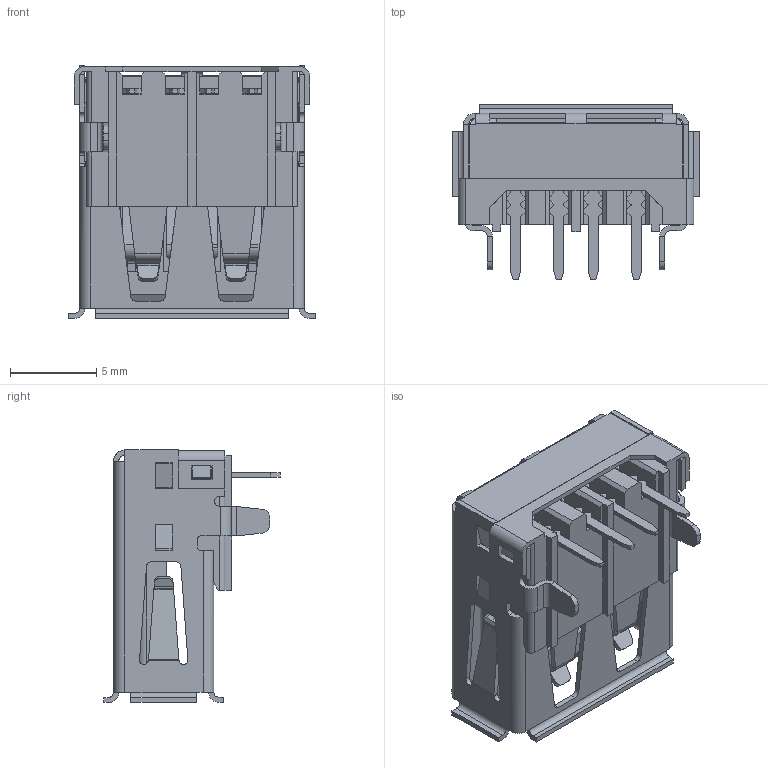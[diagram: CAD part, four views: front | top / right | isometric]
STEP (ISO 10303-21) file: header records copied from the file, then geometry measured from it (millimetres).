
FILE_DESCRIPTION (( 'STEP AP203' ), '1' );
FILE_NAME ('CUI_DEVICES_UJ2-AH-4-TH.step', '2021-06-16T15:11:01', ( '' ), ( '' ), 'SwSTEP 2.0', 'SolidWorks 2021', '' );
FILE_SCHEMA (( 'CONFIG_CONTROL_DESIGN' ));
Length unit declared in the file: millimetre
Products named in the file (1): CUI_DEVICES_UJ2-AH-4-TH
Bounding box: 14.3 x 10.22 x 14.65 mm (x, y, z)
Volume: 592.9 mm3; surface area: 1913.3 mm2
Topology: 1 solids, 1 shells, 734 faces, 2051 edges, 1284 vertices
Faces by surface type: plane 494, cylinder 185, bspline 55
Entity records: 25471 total; most frequent: CARTESIAN_POINT 6678, ORIENTED_EDGE 4102, DIRECTION 3589, EDGE_CURVE 2051, LINE 1621, VECTOR 1621, VERTEX_POINT 1284, AXIS2_PLACEMENT_3D 984
